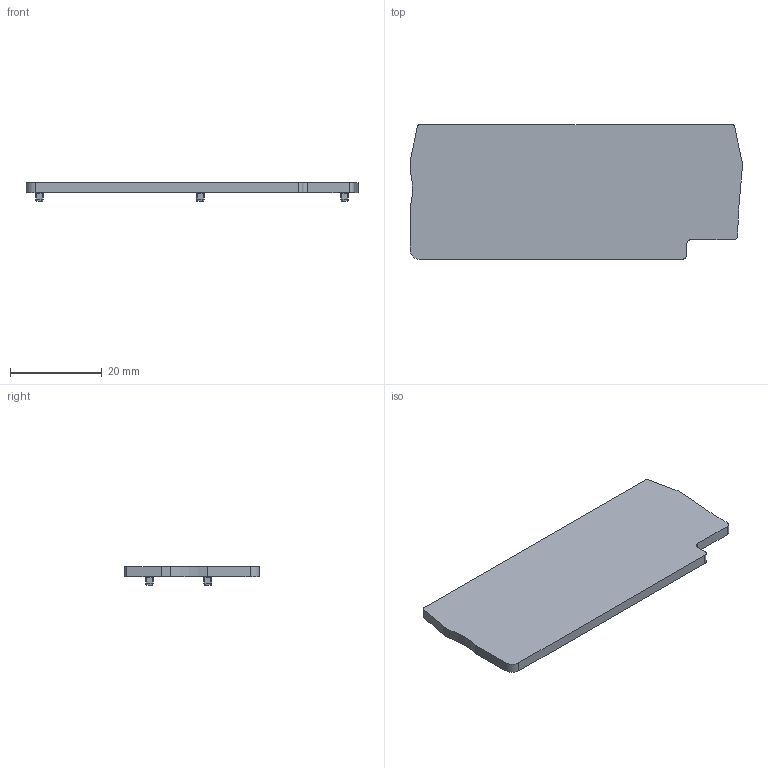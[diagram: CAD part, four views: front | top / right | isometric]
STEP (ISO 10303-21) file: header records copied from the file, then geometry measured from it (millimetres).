
FILE_DESCRIPTION(/* description */ (''),/* implementation_level */ '2;1');
FILE_NAME(/* name */ 'TC1.5-4-GY-EA.stp',/* time_stamp */ '2021-11-13T09:00:06+08:00',/* author */ (''),/* organization */ (''),/* preprocessor_version */ 'ST-DEVELOPER v16.7',/* originating_system */ 'SIEMENS PLM Software NX 12.0',/* authorisation */ '');
FILE_SCHEMA (('AP203_CONFIGURATION_CONTROLLED_3D_DESIGN_OF_MECHANICAL_PARTS_AND_ASSEMBLIES_MIM_LF { 1 0 10303 403 2 1 2}'));
Length unit declared in the file: millimetre
Products named in the file (1): SP6100T1902-01_stp
Bounding box: 72.2 x 29.25 x 4.1 mm (x, y, z)
Volume: 4490.9 mm3; surface area: 4534 mm2
Topology: 1 solids, 1 shells, 96 faces, 249 edges, 146 vertices
Faces by surface type: cylinder 44, plane 40, bspline 12
Entity records: 3083 total; most frequent: CARTESIAN_POINT 756, ORIENTED_EDGE 474, DIRECTION 459, EDGE_CURVE 237, AXIS2_PLACEMENT_3D 161, VERTEX_POINT 146, LINE 137, VECTOR 137
